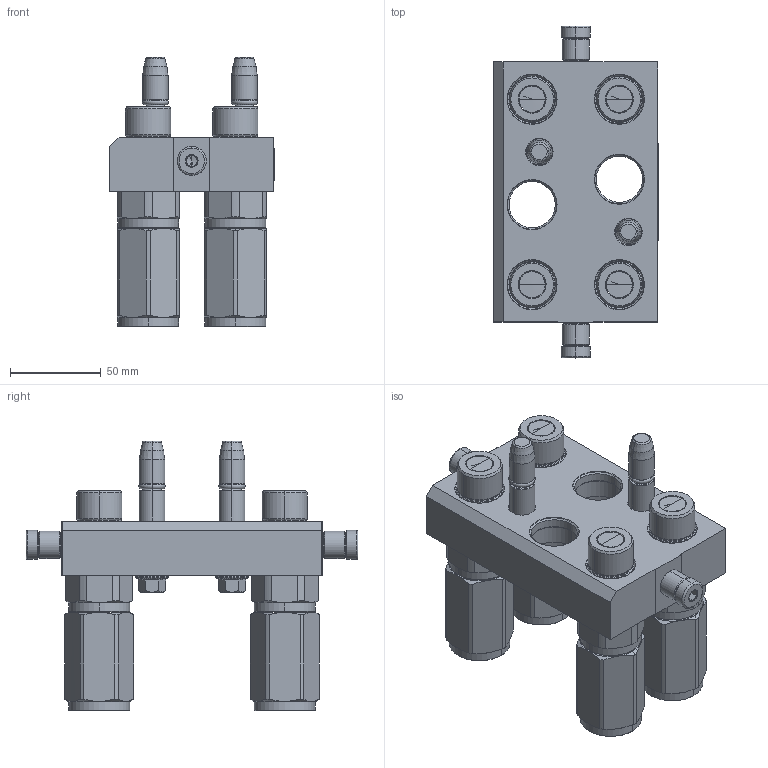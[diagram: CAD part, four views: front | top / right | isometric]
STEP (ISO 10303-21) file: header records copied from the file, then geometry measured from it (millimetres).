
FILE_DESCRIPTION (( 'STEP AP214' ), '1' );
FILE_NAME ('FASTER.step', '2022-04-02T09:40:05', ( '' ), ( '' ), 'SwSTEP 2.0', 'SolidWorks 2017', '' );
FILE_SCHEMA (( 'AUTOMOTIVE_DESIGN' ));
Length unit declared in the file: millimetre
Products named in the file (11): et002; P608_M_BASE; 4830_013_3000_030; 1540_080_0008_000; or2_62x9_19_m; 4830_028_1000_011; FASTER; 3ffnp12_gas_m; 4830_021_0000_000; 4850_010_0000_010
Assembly tree (18 placements, depth 3):
  FASTER
    P608_M_BASE
      4850_010_0000_010
      4830_021_0000_000  x2
      4830_013_3000_030  x2
      4830_028_1000_011  x2
      1540_080_0008_000  x2
      or2_62x9_19_m  x2
    3ffnp12_gas_m  x4
      3ffnp12_gas_m
    et002
Bounding box: 90.3 x 182.6 x 148.2 mm (x, y, z)
Volume: 2873.9 mm3; surface area: 144804.2 mm2
Topology: 5 solids, 56 shells, 2423 faces, 7209 edges, 4760 vertices
Faces by surface type: plane 1410, cylinder 385, cone 370, bspline 142, torus 116
Entity records: 56550 total; most frequent: CARTESIAN_POINT 14264, ORIENTED_EDGE 8151, DIRECTION 7499, EDGE_CURVE 4270, VECTOR 3147, LINE 3147, VERTEX_POINT 2811, AXIS2_PLACEMENT_3D 2176
